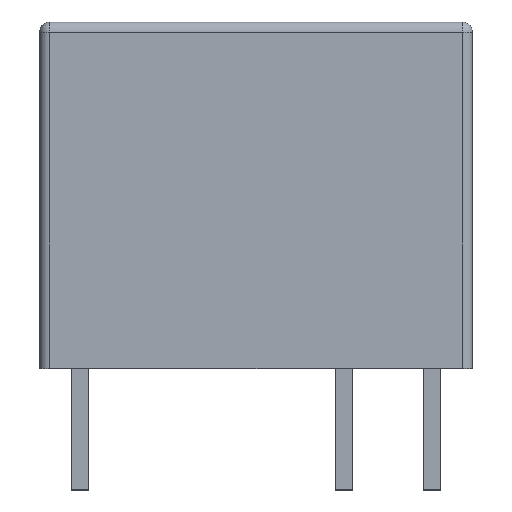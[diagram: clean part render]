
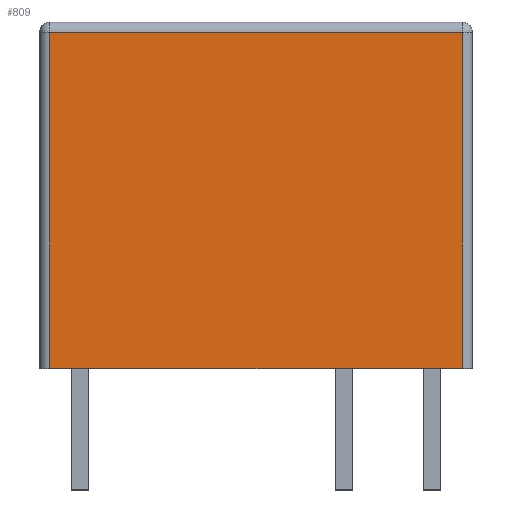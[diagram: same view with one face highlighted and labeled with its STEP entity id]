
A CAD part, top view. The second image highlights one B-rep face of the part: STEP entity #809.
In plain terms, the highlighted planar face has unit normal (0, 0, 1).
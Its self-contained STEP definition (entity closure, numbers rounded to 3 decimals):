
#55=PLANE('',#893);
#57=LINE('',#1129,#149);
#60=LINE('',#1143,#152);
#72=LINE('',#1181,#164);
#148=LINE('',#1340,#240);
#149=VECTOR('',#909,10.);
#152=VECTOR('',#924,10.);
#164=VECTOR('',#968,10.);
#240=VECTOR('',#1114,10.);
#295=FACE_OUTER_BOUND('',#343,.T.);
#343=EDGE_LOOP('',(#723,#724,#725,#726));
#369=VERTEX_POINT('',#1122);
#371=VERTEX_POINT('',#1127);
#372=VERTEX_POINT('',#1132);
#375=VERTEX_POINT('',#1139);
#439=EDGE_CURVE('',#371,#369,#57,.T.);
#446=EDGE_CURVE('',#372,#375,#60,.T.);
#466=EDGE_CURVE('',#369,#372,#72,.T.);
#542=EDGE_CURVE('',#371,#375,#148,.T.);
#723=ORIENTED_EDGE('',*,*,#439,.F.);
#724=ORIENTED_EDGE('',*,*,#542,.T.);
#725=ORIENTED_EDGE('',*,*,#446,.F.);
#726=ORIENTED_EDGE('',*,*,#466,.F.);
#809=ADVANCED_FACE('',(#295),#55,.T.);
#893=AXIS2_PLACEMENT_3D('',#1339,#1112,#1113);
#909=DIRECTION('',(0.,1.,0.));
#924=DIRECTION('',(0.,-1.,0.));
#968=DIRECTION('',(1.,0.,0.));
#1112=DIRECTION('center_axis',(0.,0.,1.));
#1113=DIRECTION('ref_axis',(1.,0.,0.));
#1114=DIRECTION('',(1.,0.,0.));
#1122=CARTESIAN_POINT('',(-12.2,9.7,7.5));
#1127=CARTESIAN_POINT('',(-12.2,0.,7.5));
#1129=CARTESIAN_POINT('',(-12.2,0.,7.5));
#1132=CARTESIAN_POINT('',(-0.3,9.7,7.5));
#1139=CARTESIAN_POINT('',(-0.3,0.,7.5));
#1143=CARTESIAN_POINT('',(-0.3,0.,7.5));
#1181=CARTESIAN_POINT('',(-9.375,9.7,7.5));
#1339=CARTESIAN_POINT('Origin',(-12.5,0.,7.5));
#1340=CARTESIAN_POINT('',(-12.5,0.,7.5));
